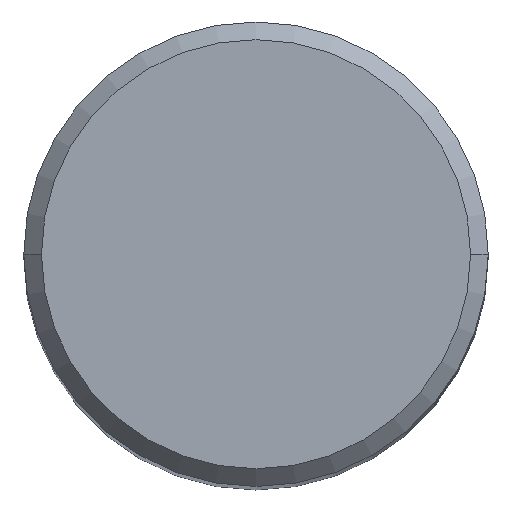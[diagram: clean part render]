
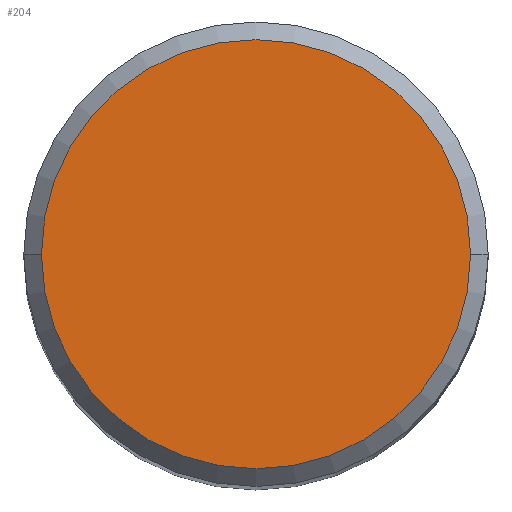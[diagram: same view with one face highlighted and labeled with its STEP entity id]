
A CAD part, top view. The second image highlights one B-rep face of the part: STEP entity #204.
In plain terms, the highlighted planar face has unit normal (0, 0, 1).
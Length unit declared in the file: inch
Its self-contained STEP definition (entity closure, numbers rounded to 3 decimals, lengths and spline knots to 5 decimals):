
#33 = CARTESIAN_POINT ( 'NONE',  ( 0., 0.18185, 0. ) ) ;
#38 = AXIS2_PLACEMENT_3D ( 'NONE', #422, #440, #118 ) ;
#42 = DIRECTION ( 'NONE',  ( 0., 0., -1. ) ) ;
#49 = CARTESIAN_POINT ( 'NONE',  ( 0.18185, 0., 0. ) ) ;
#55 = EDGE_LOOP ( 'NONE', ( #194, #57 ) ) ;
#57 = ORIENTED_EDGE ( 'NONE', *, *, #67, .T. ) ;
#62 = DIRECTION ( 'NONE',  ( 1., 0., 0. ) ) ;
#65 = FACE_OUTER_BOUND ( 'NONE', #55, .T. ) ;
#66 = CIRCLE ( 'NONE', #38, 0.18185 ) ;
#67 = EDGE_CURVE ( 'NONE', #447, #409, #319, .T. ) ;
#79 = CARTESIAN_POINT ( 'NONE',  ( -0.18185, 0., 0. ) ) ;
#108 = PLANE ( 'NONE',  #462 ) ;
#118 = DIRECTION ( 'NONE',  ( 1., 0., 0. ) ) ;
#194 = ORIENTED_EDGE ( 'NONE', *, *, #357, .T. ) ;
#204 = ADVANCED_FACE ( 'NONE', ( #65 ), #108, .F. ) ;
#242 = CARTESIAN_POINT ( 'NONE',  ( 0., 0., 0. ) ) ;
#247 = DIRECTION ( 'NONE',  ( -1., 0., 0. ) ) ;
#313 = DIRECTION ( 'NONE',  ( 0., 0., 1. ) ) ;
#319 = CIRCLE ( 'NONE', #457, 0.18185 ) ;
#357 = EDGE_CURVE ( 'NONE', #409, #447, #66, .T. ) ;
#409 = VERTEX_POINT ( 'NONE', #79 ) ;
#422 = CARTESIAN_POINT ( 'NONE',  ( 0., 0., 0. ) ) ;
#440 = DIRECTION ( 'NONE',  ( 0., 0., 1. ) ) ;
#447 = VERTEX_POINT ( 'NONE', #49 ) ;
#457 = AXIS2_PLACEMENT_3D ( 'NONE', #242, #313, #62 ) ;
#462 = AXIS2_PLACEMENT_3D ( 'NONE', #33, #42, #247 ) ;
